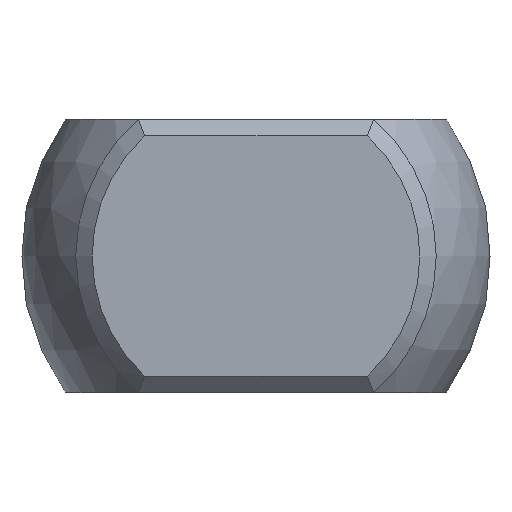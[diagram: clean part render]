
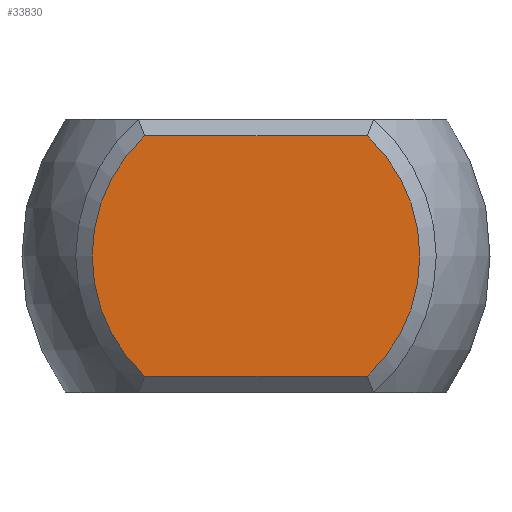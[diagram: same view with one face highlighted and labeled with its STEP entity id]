
A CAD part, left-side view. The second image highlights one B-rep face of the part: STEP entity #33830.
In plain terms, the highlighted planar face has unit normal (-1, 0, 0).
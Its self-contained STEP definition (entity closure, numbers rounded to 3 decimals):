
#32259 = PLANE('',#32260);
#32260 = AXIS2_PLACEMENT_3D('',#32261,#32262,#32263);
#32261 = CARTESIAN_POINT('',(-43.6,4.775,2.35));
#32262 = DIRECTION('',(-0.707,0.,0.707));
#32263 = DIRECTION('',(0.707,0.,0.707));
#33460 = CONICAL_SURFACE('',#33461,3.15,0.785);
#33461 = AXIS2_PLACEMENT_3D('',#33462,#33463,#33464);
#33462 = CARTESIAN_POINT('',(-43.6,0.,0.));
#33463 = DIRECTION('',(1.,0.,0.));
#33464 = DIRECTION('',(0.,-1.,0.));
#33480 = VERTEX_POINT('',#33481);
#33481 = CARTESIAN_POINT('',(-43.75,-2.04,2.2));
#33503 = EDGE_CURVE('',#33480,#33504,#33506,.T.);
#33504 = VERTEX_POINT('',#33505);
#33505 = CARTESIAN_POINT('',(-43.75,-2.04,-2.2));
#33506 = SURFACE_CURVE('',#33507,(#33512,#33519),.PCURVE_S1.);
#33507 = CIRCLE('',#33508,3.);
#33508 = AXIS2_PLACEMENT_3D('',#33509,#33510,#33511);
#33509 = CARTESIAN_POINT('',(-43.75,0.,0.));
#33510 = DIRECTION('',(1.,0.,0.));
#33511 = DIRECTION('',(0.,-1.,0.));
#33512 = PCURVE('',#33460,#33513);
#33513 = DEFINITIONAL_REPRESENTATION('',(#33514),#33518);
#33514 = LINE('',#33515,#33516);
#33515 = CARTESIAN_POINT('',(0.,-0.15));
#33516 = VECTOR('',#33517,1.);
#33517 = DIRECTION('',(1.,0.));
#33518 = ( GEOMETRIC_REPRESENTATION_CONTEXT(2) 
PARAMETRIC_REPRESENTATION_CONTEXT() REPRESENTATION_CONTEXT('2D SPACE',''
  ) );
#33519 = PCURVE('',#33520,#33525);
#33520 = PLANE('',#33521);
#33521 = AXIS2_PLACEMENT_3D('',#33522,#33523,#33524);
#33522 = CARTESIAN_POINT('',(-43.75,3.3,0.));
#33523 = DIRECTION('',(-1.,0.,0.));
#33524 = DIRECTION('',(0.,0.,1.));
#33525 = DEFINITIONAL_REPRESENTATION('',(#33526),#33534);
#33526 = ( BOUNDED_CURVE() B_SPLINE_CURVE(2,(#33527,#33528,#33529,#33530
    ,#33531,#33532,#33533),.UNSPECIFIED.,.T.,.F.) 
B_SPLINE_CURVE_WITH_KNOTS((1,2,2,2,2,1),(-2.094,0.,
    2.094,4.189,6.283,8.378),
.UNSPECIFIED.) CURVE() GEOMETRIC_REPRESENTATION_ITEM() 
RATIONAL_B_SPLINE_CURVE((1.,0.5,1.,0.5,1.,0.5,1.)) REPRESENTATION_ITEM(
  '') );
#33527 = CARTESIAN_POINT('',(0.,-6.3));
#33528 = CARTESIAN_POINT('',(-5.196,-6.3));
#33529 = CARTESIAN_POINT('',(-2.598,-1.8));
#33530 = CARTESIAN_POINT('',(0.,2.7));
#33531 = CARTESIAN_POINT('',(2.598,-1.8));
#33532 = CARTESIAN_POINT('',(5.196,-6.3));
#33533 = CARTESIAN_POINT('',(0.,-6.3));
#33534 = ( GEOMETRIC_REPRESENTATION_CONTEXT(2) 
PARAMETRIC_REPRESENTATION_CONTEXT() REPRESENTATION_CONTEXT('2D SPACE',''
  ) );
#33550 = PLANE('',#33551);
#33551 = AXIS2_PLACEMENT_3D('',#33552,#33553,#33554);
#33552 = CARTESIAN_POINT('',(-43.6,-1.475,-2.35));
#33553 = DIRECTION('',(-0.707,0.,-0.707));
#33554 = DIRECTION('',(-0.707,0.,0.707));
#33568 = VERTEX_POINT('',#33569);
#33569 = CARTESIAN_POINT('',(-43.75,2.04,2.2));
#33585 = CONICAL_SURFACE('',#33586,3.15,0.785);
#33586 = AXIS2_PLACEMENT_3D('',#33587,#33588,#33589);
#33587 = CARTESIAN_POINT('',(-43.6,0.,0.));
#33588 = DIRECTION('',(1.,0.,0.));
#33589 = DIRECTION('',(-0.,1.,0.));
#33596 = EDGE_CURVE('',#33568,#33480,#33597,.T.);
#33597 = SURFACE_CURVE('',#33598,(#33602,#33609),.PCURVE_S1.);
#33598 = LINE('',#33599,#33600);
#33599 = CARTESIAN_POINT('',(-43.75,4.775,2.2));
#33600 = VECTOR('',#33601,1.);
#33601 = DIRECTION('',(0.,-1.,0.));
#33602 = PCURVE('',#32259,#33603);
#33603 = DEFINITIONAL_REPRESENTATION('',(#33604),#33608);
#33604 = LINE('',#33605,#33606);
#33605 = CARTESIAN_POINT('',(-0.212,0.));
#33606 = VECTOR('',#33607,1.);
#33607 = DIRECTION('',(0.,-1.));
#33608 = ( GEOMETRIC_REPRESENTATION_CONTEXT(2) 
PARAMETRIC_REPRESENTATION_CONTEXT() REPRESENTATION_CONTEXT('2D SPACE',''
  ) );
#33609 = PCURVE('',#33520,#33610);
#33610 = DEFINITIONAL_REPRESENTATION('',(#33611),#33615);
#33611 = LINE('',#33612,#33613);
#33612 = CARTESIAN_POINT('',(2.2,1.475));
#33613 = VECTOR('',#33614,1.);
#33614 = DIRECTION('',(0.,-1.));
#33615 = ( GEOMETRIC_REPRESENTATION_CONTEXT(2) 
PARAMETRIC_REPRESENTATION_CONTEXT() REPRESENTATION_CONTEXT('2D SPACE',''
  ) );
#33646 = VERTEX_POINT('',#33647);
#33647 = CARTESIAN_POINT('',(-43.75,2.04,-2.2));
#33669 = EDGE_CURVE('',#33646,#33568,#33670,.T.);
#33670 = SURFACE_CURVE('',#33671,(#33676,#33683),.PCURVE_S1.);
#33671 = CIRCLE('',#33672,3.);
#33672 = AXIS2_PLACEMENT_3D('',#33673,#33674,#33675);
#33673 = CARTESIAN_POINT('',(-43.75,0.,0.));
#33674 = DIRECTION('',(1.,0.,0.));
#33675 = DIRECTION('',(-0.,1.,0.));
#33676 = PCURVE('',#33585,#33677);
#33677 = DEFINITIONAL_REPRESENTATION('',(#33678),#33682);
#33678 = LINE('',#33679,#33680);
#33679 = CARTESIAN_POINT('',(-6.283,-0.15));
#33680 = VECTOR('',#33681,1.);
#33681 = DIRECTION('',(1.,0.));
#33682 = ( GEOMETRIC_REPRESENTATION_CONTEXT(2) 
PARAMETRIC_REPRESENTATION_CONTEXT() REPRESENTATION_CONTEXT('2D SPACE',''
  ) );
#33683 = PCURVE('',#33520,#33684);
#33684 = DEFINITIONAL_REPRESENTATION('',(#33685),#33693);
#33685 = ( BOUNDED_CURVE() B_SPLINE_CURVE(2,(#33686,#33687,#33688,#33689
    ,#33690,#33691,#33692),.UNSPECIFIED.,.T.,.F.) 
B_SPLINE_CURVE_WITH_KNOTS((1,2,2,2,2,1),(-2.094,0.,
    2.094,4.189,6.283,8.378),
.UNSPECIFIED.) CURVE() GEOMETRIC_REPRESENTATION_ITEM() 
RATIONAL_B_SPLINE_CURVE((1.,0.5,1.,0.5,1.,0.5,1.)) REPRESENTATION_ITEM(
  '') );
#33686 = CARTESIAN_POINT('',(0.,-0.3));
#33687 = CARTESIAN_POINT('',(5.196,-0.3));
#33688 = CARTESIAN_POINT('',(2.598,-4.8));
#33689 = CARTESIAN_POINT('',(0.,-9.3));
#33690 = CARTESIAN_POINT('',(-2.598,-4.8));
#33691 = CARTESIAN_POINT('',(-5.196,-0.3));
#33692 = CARTESIAN_POINT('',(0.,-0.3));
#33693 = ( GEOMETRIC_REPRESENTATION_CONTEXT(2) 
PARAMETRIC_REPRESENTATION_CONTEXT() REPRESENTATION_CONTEXT('2D SPACE',''
  ) );
#33699 = EDGE_CURVE('',#33504,#33646,#33700,.T.);
#33700 = SURFACE_CURVE('',#33701,(#33705,#33712),.PCURVE_S1.);
#33701 = LINE('',#33702,#33703);
#33702 = CARTESIAN_POINT('',(-43.75,-1.475,-2.2));
#33703 = VECTOR('',#33704,1.);
#33704 = DIRECTION('',(0.,1.,0.));
#33705 = PCURVE('',#33550,#33706);
#33706 = DEFINITIONAL_REPRESENTATION('',(#33707),#33711);
#33707 = LINE('',#33708,#33709);
#33708 = CARTESIAN_POINT('',(0.212,0.));
#33709 = VECTOR('',#33710,1.);
#33710 = DIRECTION('',(0.,1.));
#33711 = ( GEOMETRIC_REPRESENTATION_CONTEXT(2) 
PARAMETRIC_REPRESENTATION_CONTEXT() REPRESENTATION_CONTEXT('2D SPACE',''
  ) );
#33712 = PCURVE('',#33520,#33713);
#33713 = DEFINITIONAL_REPRESENTATION('',(#33714),#33718);
#33714 = LINE('',#33715,#33716);
#33715 = CARTESIAN_POINT('',(-2.2,-4.775));
#33716 = VECTOR('',#33717,1.);
#33717 = DIRECTION('',(0.,1.));
#33718 = ( GEOMETRIC_REPRESENTATION_CONTEXT(2) 
PARAMETRIC_REPRESENTATION_CONTEXT() REPRESENTATION_CONTEXT('2D SPACE',''
  ) );
#33830 = ADVANCED_FACE('',(#33831),#33520,.T.);
#33831 = FACE_BOUND('',#33832,.T.);
#33832 = EDGE_LOOP('',(#33833,#33834,#33835,#33836));
#33833 = ORIENTED_EDGE('',*,*,#33503,.F.);
#33834 = ORIENTED_EDGE('',*,*,#33596,.F.);
#33835 = ORIENTED_EDGE('',*,*,#33669,.F.);
#33836 = ORIENTED_EDGE('',*,*,#33699,.F.);
